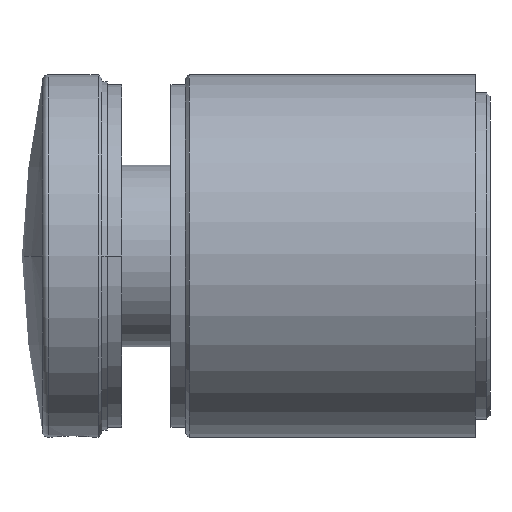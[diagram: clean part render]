
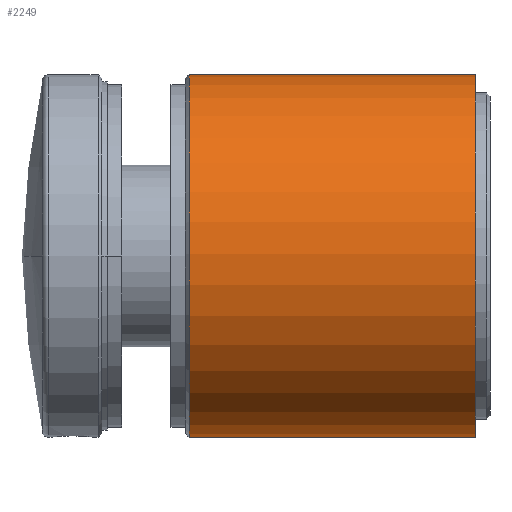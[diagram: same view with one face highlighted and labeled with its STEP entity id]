
A CAD part, left-side view. The second image highlights one B-rep face of the part: STEP entity #2249.
In plain terms, the highlighted cylindrical face has radius 25 mm (diameter 50 mm), a partial arc.
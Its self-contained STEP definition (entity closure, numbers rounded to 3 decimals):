
#324 = CARTESIAN_POINT ( 'NONE',  ( 0., -2.5, -25. ) ) ;
#392 = CARTESIAN_POINT ( 'NONE',  ( 0., -14., 0. ) ) ;
#455 = CARTESIAN_POINT ( 'NONE',  ( 0., -42., -25. ) ) ;
#518 = EDGE_LOOP ( 'NONE', ( #3789, #987, #1808, #2467 ) ) ;
#691 = DIRECTION ( 'NONE',  ( 0., 0., -1. ) ) ;
#771 = CARTESIAN_POINT ( 'NONE',  ( 0., -14., -25. ) ) ;
#807 = EDGE_CURVE ( 'NONE', #1923, #2947, #4412, .T. ) ;
#973 = DIRECTION ( 'NONE',  ( 0., -1., 0. ) ) ;
#987 = ORIENTED_EDGE ( 'NONE', *, *, #1151, .T. ) ;
#1061 = DIRECTION ( 'NONE',  ( 0., -1., 0. ) ) ;
#1063 = EDGE_CURVE ( 'NONE', #4219, #1682, #3836, .T. ) ;
#1151 = EDGE_CURVE ( 'NONE', #1923, #4219, #1894, .T. ) ;
#1227 = CARTESIAN_POINT ( 'NONE',  ( 0., -42., 25. ) ) ;
#1682 = VERTEX_POINT ( 'NONE', #455 ) ;
#1701 = CYLINDRICAL_SURFACE ( 'NONE', #3844, 25. ) ;
#1808 = ORIENTED_EDGE ( 'NONE', *, *, #1063, .T. ) ;
#1894 = CIRCLE ( 'NONE', #3393, 25. ) ;
#1923 = VERTEX_POINT ( 'NONE', #4373 ) ;
#2105 = CARTESIAN_POINT ( 'NONE',  ( 0., -42., 0. ) ) ;
#2114 = VECTOR ( 'NONE', #973, 1000. ) ;
#2140 = DIRECTION ( 'NONE',  ( 0., -1., 0. ) ) ;
#2249 = ADVANCED_FACE ( 'NONE', ( #4056 ), #1701, .T. ) ;
#2467 = ORIENTED_EDGE ( 'NONE', *, *, #3771, .F. ) ;
#2947 = VERTEX_POINT ( 'NONE', #1227 ) ;
#2966 = DIRECTION ( 'NONE',  ( 0., 0., -1. ) ) ;
#3145 = DIRECTION ( 'NONE',  ( 0., -1., 0. ) ) ;
#3288 = DIRECTION ( 'NONE',  ( 0., -1., 0. ) ) ;
#3329 = CIRCLE ( 'NONE', #4252, 25. ) ;
#3393 = AXIS2_PLACEMENT_3D ( 'NONE', #3965, #3288, #2966 ) ;
#3771 = EDGE_CURVE ( 'NONE', #2947, #1682, #3329, .T. ) ;
#3789 = ORIENTED_EDGE ( 'NONE', *, *, #807, .F. ) ;
#3829 = DIRECTION ( 'NONE',  ( 0., 0., -1. ) ) ;
#3836 = LINE ( 'NONE', #771, #4315 ) ;
#3844 = AXIS2_PLACEMENT_3D ( 'NONE', #392, #1061, #691 ) ;
#3965 = CARTESIAN_POINT ( 'NONE',  ( 0., -2.5, 0. ) ) ;
#4010 = CARTESIAN_POINT ( 'NONE',  ( 0., -14., 25. ) ) ;
#4056 = FACE_OUTER_BOUND ( 'NONE', #518, .T. ) ;
#4219 = VERTEX_POINT ( 'NONE', #324 ) ;
#4252 = AXIS2_PLACEMENT_3D ( 'NONE', #2105, #3145, #3829 ) ;
#4315 = VECTOR ( 'NONE', #2140, 1000. ) ;
#4373 = CARTESIAN_POINT ( 'NONE',  ( 0., -2.5, 25. ) ) ;
#4412 = LINE ( 'NONE', #4010, #2114 ) ;
